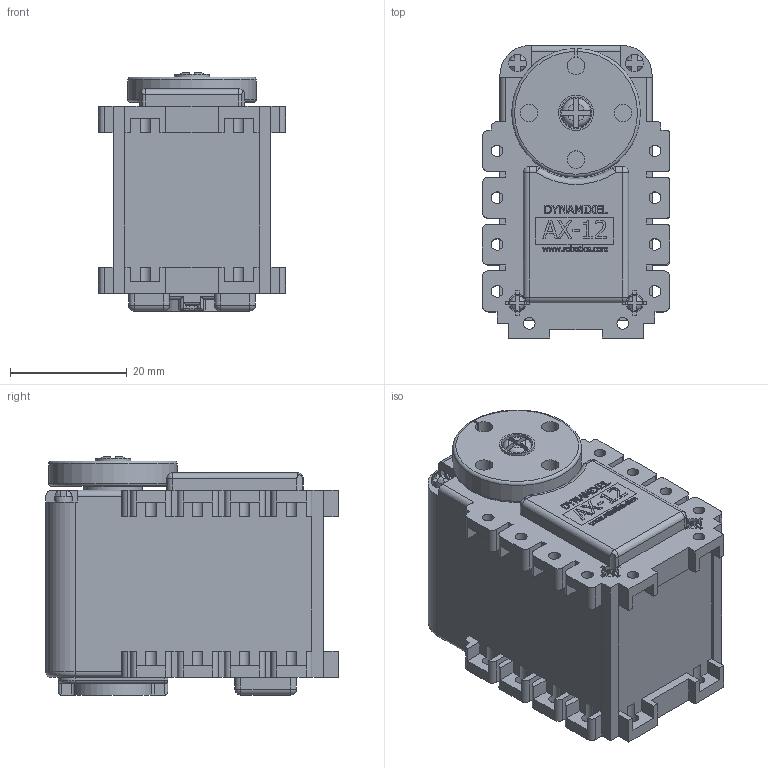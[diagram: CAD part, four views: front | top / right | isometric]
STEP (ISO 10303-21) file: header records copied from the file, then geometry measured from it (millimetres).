
FILE_DESCRIPTION(/* description */ (''),/* implementation_level */ '2;1');
FILE_NAME(/* name */ 'AX 12 v2.step',/* time_stamp */ '2020-09-20T18:19:01-04:00',/* author */ (''),/* organization */ (''),/* preprocessor_version */ 'ST-DEVELOPER v18.1',/* originating_system */ 'Autodesk Translation Framework v9.3.0.1241',/* authorisation */ '');
FILE_SCHEMA (('AUTOMOTIVE_DESIGN { 1 0 10303 214 3 1 1 }'));
Length unit declared in the file: millimetre
Products named in the file (2): AX 12; ax-12
Assembly tree (1 placements, depth 2):
  AX 12
    ax-12
Bounding box: 32 x 50 x 40.7 mm (x, y, z)
Volume: 43433.2 mm3; surface area: 11056.1 mm2
Topology: 1 solids, 1 shells, 1031 faces, 2747 edges, 1763 vertices
Faces by surface type: plane 705, cylinder 158, bspline 130, sphere 20, torus 18
Full cylindrical faces by diameter (mm): 1.298 x1, 2 x20, 2.6 x2, 3 x7, 4 x1, 5 x1, 5.4 x1, 6 x1, 9 x1, 10 x1
Entity records: 33020 total; most frequent: CARTESIAN_POINT 7636, ORIENTED_EDGE 5494, DIRECTION 4713, EDGE_CURVE 2747, LINE 2041, VECTOR 2041, VERTEX_POINT 1763, AXIS2_PLACEMENT_3D 1336
